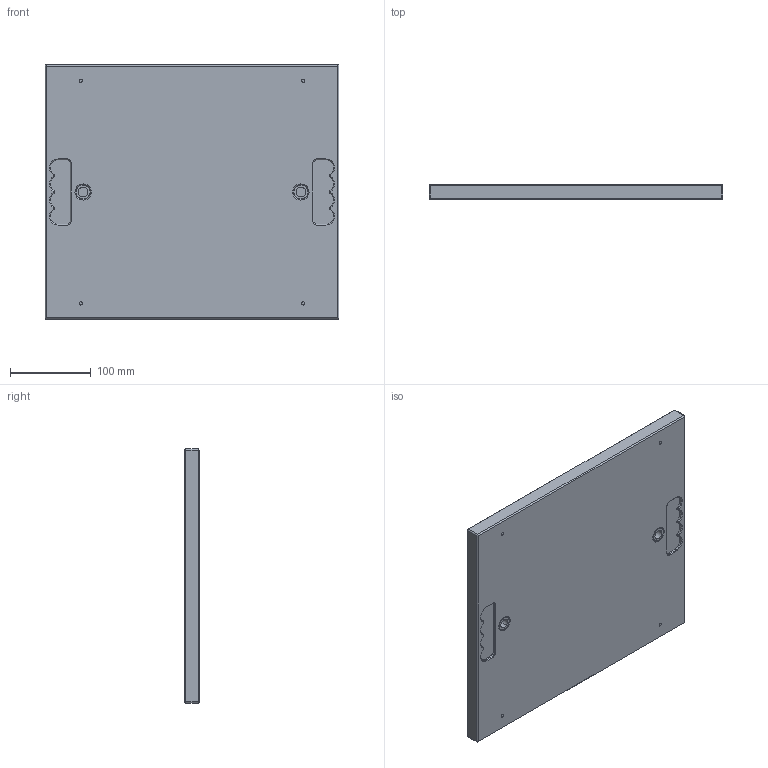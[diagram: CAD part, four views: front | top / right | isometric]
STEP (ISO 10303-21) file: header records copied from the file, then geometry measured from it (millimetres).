
FILE_DESCRIPTION (( 'STEP AP203' ), '1' );
FILE_NAME ('45130.STEP', '2016-06-14T13:47:09', ( 'tkrafton' ), ( 'Microsoft' ), 'SwSTEP 2.0', 'SolidWorks 2016', '' );
FILE_SCHEMA (( 'CONFIG_CONTROL_DESIGN' ));
Length unit declared in the file: inch
Products named in the file (3): 451301_45130; 45130; 450701_450701
Assembly tree (3 placements, depth 2):
  45130
    451301_45130
    450701_450701  x2
Bounding box: 363.98 x 19.05 x 315.01 mm (x, y, z)
Volume: 2166059 mm3; surface area: 258135.8 mm2
Topology: 3 solids, 3 shells, 134 faces, 292 edges, 168 vertices
Faces by surface type: cylinder 50, plane 42, cone 38, torus 4
Entity records: 3529 total; most frequent: DIRECTION 622, CARTESIAN_POINT 529, ORIENTED_EDGE 508, EDGE_CURVE 254, AXIS2_PLACEMENT_3D 243, VERTEX_POINT 150, LINE 136, VECTOR 136
